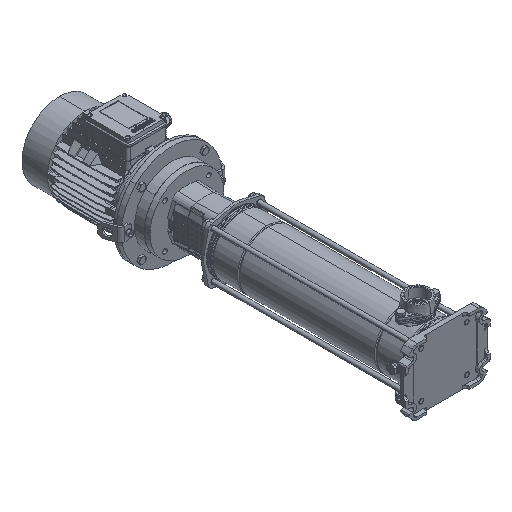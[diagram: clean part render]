
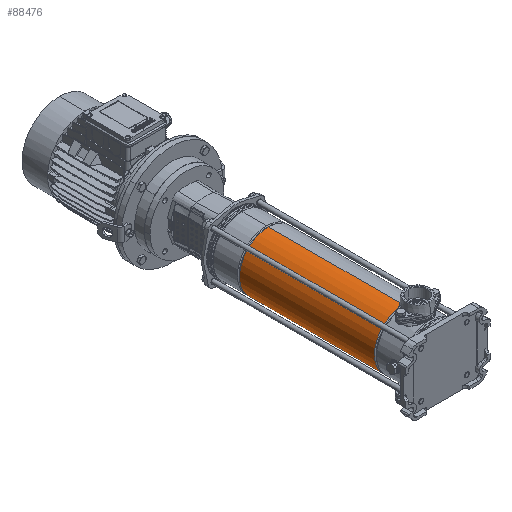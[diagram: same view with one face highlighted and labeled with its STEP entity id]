
A CAD part, isometric view. The second image highlights one B-rep face of the part: STEP entity #88476.
In plain terms, the highlighted cylindrical face has radius 85.9 mm (diameter 171.8 mm), a partial arc.
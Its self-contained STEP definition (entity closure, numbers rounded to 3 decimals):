
#170 = CYLINDRICAL_SURFACE ( 'NONE', #92424, 85.9 ) ;
#1094 = CARTESIAN_POINT ( 'NONE',  ( 0., 0., 495.103 ) ) ;
#7818 = EDGE_LOOP ( 'NONE', ( #97634, #15455, #32272, #57521 ) ) ;
#8147 = LINE ( 'NONE', #47447, #72474 ) ;
#8205 = CARTESIAN_POINT ( 'NONE',  ( 0., 0., 93.897 ) ) ;
#13522 = VERTEX_POINT ( 'NONE', #59636 ) ;
#14999 = VERTEX_POINT ( 'NONE', #50643 ) ;
#15455 = ORIENTED_EDGE ( 'NONE', *, *, #36664, .T. ) ;
#19583 = CIRCLE ( 'NONE', #32958, 85.9 ) ;
#22681 = FACE_OUTER_BOUND ( 'NONE', #7818, .T. ) ;
#31221 = EDGE_CURVE ( 'NONE', #13522, #14999, #8147, .T. ) ;
#32272 = ORIENTED_EDGE ( 'NONE', *, *, #31221, .T. ) ;
#32958 = AXIS2_PLACEMENT_3D ( 'NONE', #1094, #39794, #71707 ) ;
#36664 = EDGE_CURVE ( 'NONE', #68084, #13522, #19583, .T. ) ;
#39794 = DIRECTION ( 'NONE',  ( 0., 0., -1. ) ) ;
#42903 = LINE ( 'NONE', #97806, #101340 ) ;
#44538 = CIRCLE ( 'NONE', #77958, 85.9 ) ;
#44760 = VERTEX_POINT ( 'NONE', #90577 ) ;
#47447 = CARTESIAN_POINT ( 'NONE',  ( -85.9, 0., 0. ) ) ;
#47502 = DIRECTION ( 'NONE',  ( -1., 0., 0. ) ) ;
#50643 = CARTESIAN_POINT ( 'NONE',  ( -85.9, 0., 93.897 ) ) ;
#57521 = ORIENTED_EDGE ( 'NONE', *, *, #102568, .F. ) ;
#59636 = CARTESIAN_POINT ( 'NONE',  ( -85.9, 0., 495.103 ) ) ;
#60115 = EDGE_CURVE ( 'NONE', #68084, #44760, #42903, .T. ) ;
#68084 = VERTEX_POINT ( 'NONE', #93771 ) ;
#71707 = DIRECTION ( 'NONE',  ( -1., 0., 0. ) ) ;
#72474 = VECTOR ( 'NONE', #94989, 1000. ) ;
#77958 = AXIS2_PLACEMENT_3D ( 'NONE', #8205, #86722, #47502 ) ;
#80216 = CARTESIAN_POINT ( 'NONE',  ( 0., 0., 0. ) ) ;
#86722 = DIRECTION ( 'NONE',  ( 0., 0., -1. ) ) ;
#88476 = ADVANCED_FACE ( 'NONE', ( #22681 ), #170, .T. ) ;
#89474 = DIRECTION ( 'NONE',  ( 0., 0., -1. ) ) ;
#90577 = CARTESIAN_POINT ( 'NONE',  ( 85.9, 0., 93.897 ) ) ;
#92424 = AXIS2_PLACEMENT_3D ( 'NONE', #80216, #95885, #95350 ) ;
#93771 = CARTESIAN_POINT ( 'NONE',  ( 85.9, 0., 495.103 ) ) ;
#94989 = DIRECTION ( 'NONE',  ( 0., 0., -1. ) ) ;
#95350 = DIRECTION ( 'NONE',  ( -1., 0., 0. ) ) ;
#95885 = DIRECTION ( 'NONE',  ( 0., 0., -1. ) ) ;
#97634 = ORIENTED_EDGE ( 'NONE', *, *, #60115, .F. ) ;
#97806 = CARTESIAN_POINT ( 'NONE',  ( 85.9, 0., 0. ) ) ;
#101340 = VECTOR ( 'NONE', #89474, 1000. ) ;
#102568 = EDGE_CURVE ( 'NONE', #44760, #14999, #44538, .T. ) ;
